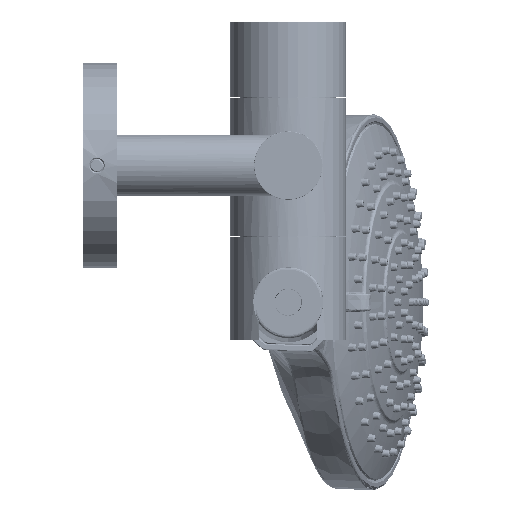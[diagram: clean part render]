
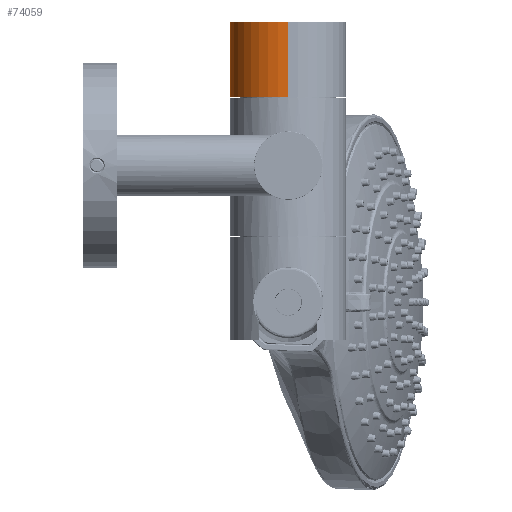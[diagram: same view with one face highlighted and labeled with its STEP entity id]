
A CAD part, front view. The second image highlights one B-rep face of the part: STEP entity #74059.
In plain terms, the highlighted cylindrical face has radius 17 mm (diameter 34 mm), a partial arc.
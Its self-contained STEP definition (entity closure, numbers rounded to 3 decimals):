
#25015=CARTESIAN_POINT('',(60.,50.,20.));
#25016=DIRECTION('',(0.,0.,1.));
#25017=DIRECTION('',(0.,1.,0.));
#25018=AXIS2_PLACEMENT_3D('',#25015,#25016,#25017);
#25030=DIRECTION('',(0.,0.,-1.));
#25031=VECTOR('',#25030,8.);
#25032=CARTESIAN_POINT('',(60.,67.,28.));
#25033=LINE('',#25032,#25031);
#25034=DIRECTION('',(0.,0.,-1.));
#25035=VECTOR('',#25034,8.);
#25036=CARTESIAN_POINT('',(60.,67.,42.));
#25037=LINE('',#25036,#25035);
#25038=CARTESIAN_POINT('',(60.,67.,28.));
#25101=CARTESIAN_POINT('',(60.,67.,34.));
#25107=CARTESIAN_POINT('',(60.,67.,34.));
#25108=CARTESIAN_POINT('',(59.949,67.,34.));
#25109=CARTESIAN_POINT('',(59.847,67.,33.997));
#25110=CARTESIAN_POINT('',(59.693,66.997,33.986));
#25111=CARTESIAN_POINT('',(59.541,66.994,33.966));
#25112=CARTESIAN_POINT('',(59.389,66.989,33.939));
#25113=CARTESIAN_POINT('',(59.239,66.983,33.903));
#25114=CARTESIAN_POINT('',(59.091,66.976,33.86));
#25115=CARTESIAN_POINT('',(58.945,66.967,33.81));
#25116=CARTESIAN_POINT('',(58.802,66.958,33.752));
#25117=CARTESIAN_POINT('',(58.662,66.947,33.687));
#25118=CARTESIAN_POINT('',(58.525,66.936,33.614));
#25119=CARTESIAN_POINT('',(58.392,66.924,33.534));
#25120=CARTESIAN_POINT('',(58.263,66.911,33.448));
#25121=CARTESIAN_POINT('',(58.139,66.898,33.354));
#25122=CARTESIAN_POINT('',(58.019,66.884,33.255));
#25123=CARTESIAN_POINT('',(57.905,66.871,33.149));
#25124=CARTESIAN_POINT('',(57.797,66.857,33.038));
#25125=CARTESIAN_POINT('',(57.694,66.843,32.921));
#25126=CARTESIAN_POINT('',(57.597,66.829,32.799));
#25127=CARTESIAN_POINT('',(57.508,66.816,32.672));
#25128=CARTESIAN_POINT('',(57.424,66.804,32.541));
#25129=CARTESIAN_POINT('',(57.348,66.792,32.406));
#25130=CARTESIAN_POINT('',(57.279,66.781,32.267));
#25131=CARTESIAN_POINT('',(57.218,66.771,32.125));
#25132=CARTESIAN_POINT('',(57.163,66.762,31.981));
#25133=CARTESIAN_POINT('',(57.117,66.754,31.834));
#25134=CARTESIAN_POINT('',(57.078,66.747,31.684));
#25135=CARTESIAN_POINT('',(57.047,66.741,31.534));
#25136=CARTESIAN_POINT('',(57.023,66.737,31.382));
#25137=CARTESIAN_POINT('',(57.007,66.735,31.23));
#25138=CARTESIAN_POINT('',(57.,66.733,31.077));
#25139=CARTESIAN_POINT('',(57.,66.733,30.923));
#25140=CARTESIAN_POINT('',(57.007,66.735,30.77));
#25141=CARTESIAN_POINT('',(57.023,66.737,30.618));
#25142=CARTESIAN_POINT('',(57.047,66.741,30.466));
#25143=CARTESIAN_POINT('',(57.078,66.747,30.316));
#25144=CARTESIAN_POINT('',(57.117,66.754,30.166));
#25145=CARTESIAN_POINT('',(57.163,66.762,30.019));
#25146=CARTESIAN_POINT('',(57.218,66.771,29.875));
#25147=CARTESIAN_POINT('',(57.279,66.781,29.733));
#25148=CARTESIAN_POINT('',(57.348,66.792,29.594));
#25149=CARTESIAN_POINT('',(57.424,66.804,29.459));
#25150=CARTESIAN_POINT('',(57.508,66.816,29.328));
#25151=CARTESIAN_POINT('',(57.597,66.829,29.201));
#25152=CARTESIAN_POINT('',(57.694,66.843,29.079));
#25153=CARTESIAN_POINT('',(57.796,66.857,28.962));
#25154=CARTESIAN_POINT('',(57.905,66.871,28.851));
#25155=CARTESIAN_POINT('',(58.019,66.884,28.745));
#25156=CARTESIAN_POINT('',(58.139,66.898,28.646));
#25157=CARTESIAN_POINT('',(58.263,66.911,28.552));
#25158=CARTESIAN_POINT('',(58.392,66.924,28.466));
#25159=CARTESIAN_POINT('',(58.525,66.936,28.386));
#25160=CARTESIAN_POINT('',(58.662,66.947,28.313));
#25161=CARTESIAN_POINT('',(58.802,66.958,28.248));
#25162=CARTESIAN_POINT('',(58.945,66.967,28.19));
#25163=CARTESIAN_POINT('',(59.091,66.976,28.14));
#25164=CARTESIAN_POINT('',(59.239,66.983,28.097));
#25165=CARTESIAN_POINT('',(59.389,66.989,28.061));
#25166=CARTESIAN_POINT('',(59.541,66.994,28.034));
#25167=CARTESIAN_POINT('',(59.693,66.997,28.014));
#25168=CARTESIAN_POINT('',(59.847,67.,28.003));
#25169=CARTESIAN_POINT('',(59.949,67.,28.));
#25170=CARTESIAN_POINT('',(60.,67.,28.));
#25176=DIRECTION('',(0.,0.,-1.));
#25177=VECTOR('',#25176,22.);
#25178=CARTESIAN_POINT('',(60.,33.,42.));
#25179=LINE('',#25178,#25177);
#25180=CARTESIAN_POINT('',(60.,50.,42.));
#25181=DIRECTION('',(0.,0.,-1.));
#25182=DIRECTION('',(0.,-1.,0.));
#25183=AXIS2_PLACEMENT_3D('',#25180,#25181,#25182);
#34677=VERTEX_POINT('',#25038);
#34678=VERTEX_POINT('',#25101);
#34679=CARTESIAN_POINT('',(60.,67.,20.));
#34680=VERTEX_POINT('',#34679);
#34681=CARTESIAN_POINT('',(60.,33.,20.));
#34682=VERTEX_POINT('',#34681);
#34683=CARTESIAN_POINT('',(60.,33.,42.));
#34684=VERTEX_POINT('',#34683);
#34685=CARTESIAN_POINT('',(60.,67.,42.));
#34686=VERTEX_POINT('',#34685);
#74045=CARTESIAN_POINT('',(60.,50.,46.65));
#74046=DIRECTION('',(0.,0.,-1.));
#74047=DIRECTION('',(0.,-1.,0.));
#74048=AXIS2_PLACEMENT_3D('',#74045,#74046,#74047);
#74049=CYLINDRICAL_SURFACE('',#74048,17.);
#74050=ORIENTED_EDGE('',*,*,#74036,.F.);
#74051=ORIENTED_EDGE('',*,*,#74011,.F.);
#74053=ORIENTED_EDGE('',*,*,#74052,.F.);
#74054=ORIENTED_EDGE('',*,*,#74007,.T.);
#74055=ORIENTED_EDGE('',*,*,#73988,.F.);
#74056=ORIENTED_EDGE('',*,*,#74004,.F.);
#74057=EDGE_LOOP('',(#74050,#74051,#74053,#74054,#74055,#74056));
#74058=FACE_OUTER_BOUND('',#74057,.F.);
#74059=ADVANCED_FACE('',(#74058),#74049,.T.);
#25019=CIRCLE('',#25018,17.);
#25171=B_SPLINE_CURVE_WITH_KNOTS('',3,(#25107,#25108,#25109,#25110,#25111,
#25112,#25113,#25114,#25115,#25116,#25117,#25118,#25119,#25120,#25121,#25122,
#25123,#25124,#25125,#25126,#25127,#25128,#25129,#25130,#25131,#25132,#25133,
#25134,#25135,#25136,#25137,#25138,#25139,#25140,#25141,#25142,#25143,#25144,
#25145,#25146,#25147,#25148,#25149,#25150,#25151,#25152,#25153,#25154,#25155,
#25156,#25157,#25158,#25159,#25160,#25161,#25162,#25163,#25164,#25165,#25166,
#25167,#25168,#25169,#25170),.UNSPECIFIED.,.F.,.F.,(4,1,1,1,1,1,1,1,1,1,1,1,1,1,
1,1,1,1,1,1,1,1,1,1,1,1,1,1,1,1,1,1,1,1,1,1,1,1,1,1,1,1,1,1,1,1,1,1,1,1,1,1,1,1,
1,1,1,1,1,1,1,4),(0.,0.016,0.033,0.049,
0.066,0.082,0.098,0.115,
0.131,0.148,0.164,0.18,
0.197,0.213,0.23,0.246,
0.262,0.279,0.295,0.311,
0.328,0.344,0.361,0.377,
0.393,0.41,0.426,0.443,
0.459,0.475,0.492,0.508,
0.525,0.541,0.557,0.574,
0.59,0.607,0.623,0.639,
0.656,0.672,0.689,0.705,
0.721,0.738,0.754,0.77,
0.787,0.803,0.82,0.836,
0.852,0.869,0.885,0.902,
0.918,0.934,0.951,0.967,
0.984,1.),.UNSPECIFIED.);
#25184=CIRCLE('',#25183,17.);
#73988=EDGE_CURVE('',#34680,#34682,#25019,.T.);
#74004=EDGE_CURVE('',#34677,#34680,#25033,.T.);
#74007=EDGE_CURVE('',#34684,#34682,#25179,.T.);
#74011=EDGE_CURVE('',#34686,#34678,#25037,.T.);
#74036=EDGE_CURVE('',#34678,#34677,#25171,.T.);
#74052=EDGE_CURVE('',#34684,#34686,#25184,.T.);
